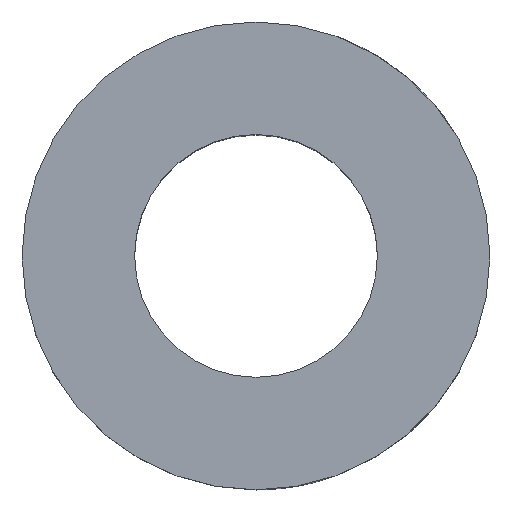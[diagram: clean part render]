
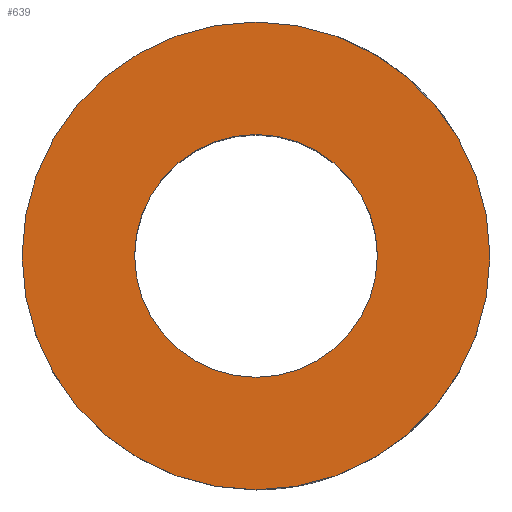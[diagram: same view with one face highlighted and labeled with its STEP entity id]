
A CAD part, top view. The second image highlights one B-rep face of the part: STEP entity #639.
In plain terms, the highlighted planar face has unit normal (0, 0, 1).
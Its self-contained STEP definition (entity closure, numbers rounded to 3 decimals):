
#4 = EDGE_LOOP ( 'NONE', ( #1534, #1587 ) ) ;
#16 = ORIENTED_EDGE ( 'NONE', *, *, #1484, .T. ) ;
#41 = ORIENTED_EDGE ( 'NONE', *, *, #922, .T. ) ;
#211 = FACE_BOUND ( 'NONE', #4, .T. ) ;
#212 = FACE_OUTER_BOUND ( 'NONE', #1120, .T. ) ;
#213 = PLANE ( 'NONE',  #216 ) ;
#216 = AXIS2_PLACEMENT_3D ( 'NONE', #217, #218, #219 ) ;
#217 = CARTESIAN_POINT ( 'NONE',  ( 0., 53., 0. ) ) ;
#218 = DIRECTION ( 'NONE',  ( 0., 0., -1. ) ) ;
#219 = DIRECTION ( 'NONE',  ( 0., 1., 0. ) ) ;
#320 = CARTESIAN_POINT ( 'NONE',  ( 0., -27.5, 0. ) ) ;
#386 = EDGE_CURVE ( 'NONE', #1531, #1499, #998, .T. ) ;
#454 = CIRCLE ( 'NONE', #455, 53. ) ;
#455 = AXIS2_PLACEMENT_3D ( 'NONE', #456, #457, #458 ) ;
#456 = CARTESIAN_POINT ( 'NONE',  ( 0., 0., 0. ) ) ;
#457 = DIRECTION ( 'NONE',  ( 0., 0., 1. ) ) ;
#458 = DIRECTION ( 'NONE',  ( 0., -1., 0. ) ) ;
#639 = ADVANCED_FACE ( 'NONE', ( #211, #212 ), #213, .F. ) ;
#687 = CARTESIAN_POINT ( 'NONE',  ( 0., -53., 0. ) ) ;
#748 = CIRCLE ( 'NONE', #749, 27.5 ) ;
#749 = AXIS2_PLACEMENT_3D ( 'NONE', #750, #751, #752 ) ;
#750 = CARTESIAN_POINT ( 'NONE',  ( 0., 0., 0. ) ) ;
#751 = DIRECTION ( 'NONE',  ( 0., 0., 1. ) ) ;
#752 = DIRECTION ( 'NONE',  ( 0., -1., 0. ) ) ;
#902 = CIRCLE ( 'NONE', #903, 53. ) ;
#903 = AXIS2_PLACEMENT_3D ( 'NONE', #904, #906, #907 ) ;
#904 = CARTESIAN_POINT ( 'NONE',  ( 0., 0., 0. ) ) ;
#906 = DIRECTION ( 'NONE',  ( 0., 0., 1. ) ) ;
#907 = DIRECTION ( 'NONE',  ( 0., -1., 0. ) ) ;
#916 = CARTESIAN_POINT ( 'NONE',  ( 0., 53., 0. ) ) ;
#922 = EDGE_CURVE ( 'NONE', #1593, #1634, #454, .T. ) ;
#992 = CARTESIAN_POINT ( 'NONE',  ( 0., 27.5, 0. ) ) ;
#998 = CIRCLE ( 'NONE', #999, 27.5 ) ;
#999 = AXIS2_PLACEMENT_3D ( 'NONE', #1000, #1001, #1002 ) ;
#1000 = CARTESIAN_POINT ( 'NONE',  ( 0., 0., 0. ) ) ;
#1001 = DIRECTION ( 'NONE',  ( 0., 0., 1. ) ) ;
#1002 = DIRECTION ( 'NONE',  ( 0., -1., 0. ) ) ;
#1120 = EDGE_LOOP ( 'NONE', ( #16, #41 ) ) ;
#1191 = EDGE_CURVE ( 'NONE', #1499, #1531, #748, .T. ) ;
#1484 = EDGE_CURVE ( 'NONE', #1634, #1593, #902, .T. ) ;
#1499 = VERTEX_POINT ( 'NONE', #992 ) ;
#1531 = VERTEX_POINT ( 'NONE', #320 ) ;
#1534 = ORIENTED_EDGE ( 'NONE', *, *, #386, .F. ) ;
#1587 = ORIENTED_EDGE ( 'NONE', *, *, #1191, .F. ) ;
#1593 = VERTEX_POINT ( 'NONE', #916 ) ;
#1634 = VERTEX_POINT ( 'NONE', #687 ) ;
